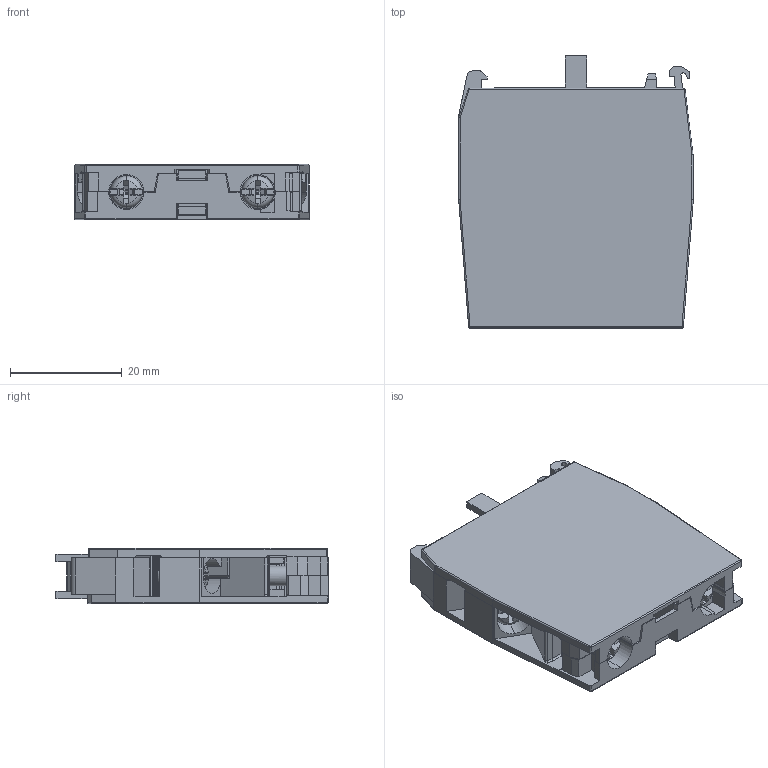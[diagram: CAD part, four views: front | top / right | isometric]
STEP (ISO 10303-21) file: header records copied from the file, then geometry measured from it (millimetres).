
FILE_DESCRIPTION(('STEP AP214'),'1');
FILE_NAME('33E11A.stp','2008-04-23T14:30:18',(' '),('Legrand SA'),'XStep 1.0','TRANSCAD',' ');
FILE_SCHEMA(('automotive_design'));
Length unit declared in the file: millimetre
Products named in the file (22): Part1|Corps principal ( *SOL2 - wsp *MASTER -  -Non Smart-  )|Solide.1 (  de JELE 9640 : issu de *SOL2 - wsp *MASTER -  ) ( Brep de *SOL2 ); Part1|Corps de pièce.2 ( *SOL3 - wsp *MASTER -  -Non Smart-  )|Solide.2 (  de JELE 10899 : issu de *SOL3 - wsp *MASTER -  ) ( Brep de *SOL3 ); Part1|Corps de pièce.3 ( *SOL4 - wsp *MASTER -  -Non Smart-  )|Solide.3 (  de JELE 11083 : issu de *SOL4 - wsp *MASTER -  ) ( Brep de *SOL4 ); Part1|Corps de pièce.4 ( *SOL5 - wsp *MASTER -  )|Solide.4 (  de JELE 21437 : issu de *SOL5 - wsp *MASTER -  ) ( Brep de *SOL5 ); Part1|Corps de pièce.5 ( *SOL6 - wsp *MASTER -  -Non Smart-  )|Solide.5 (  de JELE 22696 : issu de *SOL6 - wsp *MASTER -  ) ( Brep de *SOL6 ); Part1|Corps de pièce.6 ( *SOL7 - wsp *MASTER -  )|Solide.6 (  de JELE 33050 : issu de *SOL7 - wsp *MASTER -  ) ( Brep de *SOL7 ); Part1|Corps de pièce.7 ( *SOL8 - wsp *MASTER -  -Non Smart-  )|Solide.7 (  de JELE 33063 : issu de *SOL8 - wsp *MASTER -  ) ( Brep de *SOL8 ); Part1|Corps de pièce.8 ( *SOL9 - wsp *MASTER -  -Non Smart-  )|Assemble.1; Part1|Corps de pièce.10 ( *SOL10 - wsp *MASTER -  )|Solide.10 (  de JELE 42766 : issu de *SOL10 - wsp *MASTER -  ) ( Brep de *SOL10 ); Part1|Corps de pièce.11 ( *SOL11 - wsp *MASTER -  -Non Smart-  )|Solide.11 (  de JELE 42950 : issu de *SOL11 - wsp *MASTER -  ) ( Brep de *SOL11 ); Part1|Corps de pièce.12 ( *SOL12 - wsp *MASTER -  -Non Smart-  )|Solide.12 (  de JELE 44209 : issu de *SOL12 - wsp *MASTER -  ) ( Brep de *SOL12 ); Part1|Corps de pièce.13 ( *SOL13 - wsp *MASTER -  )|Solide.13 (  de JELE 45614 : issu de *SOL13 - wsp *MASTER -  ) ( Brep de *SOL13 ); Part1|Corps de pièce.14 ( *SOL14 - wsp *MASTER -  )|Solide.14 (  de JELE 54536 : issu de *SOL14 - wsp *MASTER -  ) ( Brep de *SOL14 ); Part1|Corps de pièce.15 ( *SOL15 - wsp *MASTER -  -Non Smart-  )|Solide.15 (  de JELE 55795 : issu de *SOL15 - wsp *MASTER -  ) ( Brep de *SOL15 ); Part1|Corps de pièce.16 ( *SOL16 - wsp *MASTER -  -Non Smart-  )|Solide.16 (  de JELE 55979 : issu de *SOL16 - wsp *MASTER -  ) ( Brep de *SOL16 ); Part1|Corps de pièce.17 ( *SOL17 - wsp *MASTER -  )|Solide.17 (  de JELE 93835 : issu de *SOL17 - wsp *MASTER -  ) ( Brep de *SOL17 ); Part1|Corps de pièce.18 ( *SOL18 - wsp *MASTER -  )|Solide.18 (  de JELE 95242 : issu de *SOL18 - wsp *MASTER -  ) ( Brep de *SOL18 ); Part1|Corps de pièce.19 ( *SOL19 - wsp *MASTER -  )|Solide.19 (  de JELE 112377 : issu de *SOL19 - wsp *MASTER -  ) ( Brep de *SOL19 ); Part1|Corps de pièce.20 ( *SOL20 - wsp *MASTER -  -Non Smart-  )|Assemble.2; Part1|Corps de pièce.22 ( *SOL21 - wsp *MASTER -  -Non Smart-  )|Solide.22 (  de JELE 112539 : issu de *SOL21 - wsp *MASTER -  ) ( Brep de *SOL21 )
Bounding box: 42 x 48.7 x 9.9 mm (x, y, z)
Volume: 11980.7 mm3; surface area: 17654.5 mm2
Topology: 22 solids, 22 shells, 3398 faces, 9736 edges, 6400 vertices
Faces by surface type: plane 2882, cylinder 324, cone 90, bspline 70, torus 16, sphere 16
Entity records: 143239 total; most frequent: CARTESIAN_POINT 28038, ORIENTED_EDGE 19448, DIRECTION 16073, EDGE_CURVE 9724, LINE 7129, VECTOR 7129, VERTEX_POINT 6400, AXIS2_PLACEMENT_3D 4472
